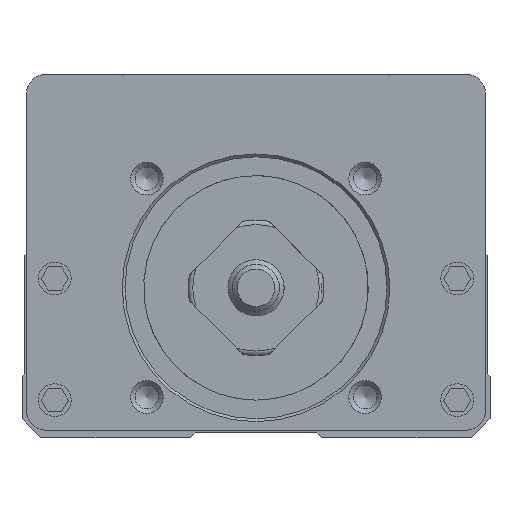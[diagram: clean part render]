
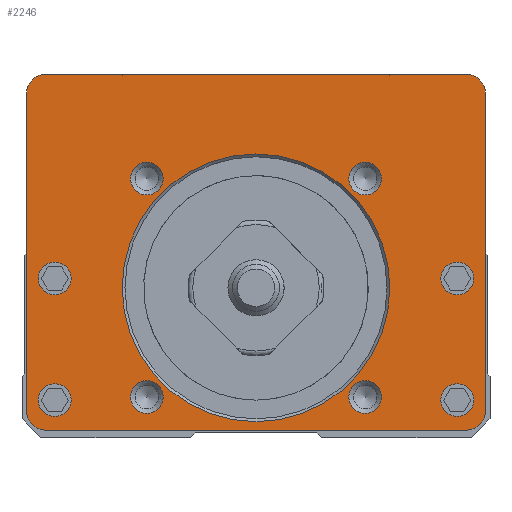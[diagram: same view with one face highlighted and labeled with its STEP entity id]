
A CAD part, front view. The second image highlights one B-rep face of the part: STEP entity #2246.
In plain terms, the highlighted planar face has unit normal (0, -1, 0).
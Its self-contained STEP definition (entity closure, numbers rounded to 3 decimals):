
#826=FACE_BOUND('',#5914,.T.);
#827=FACE_BOUND('',#5915,.T.);
#828=FACE_BOUND('',#5916,.T.);
#829=FACE_BOUND('',#5917,.T.);
#830=FACE_BOUND('',#5918,.T.);
#831=FACE_BOUND('',#5919,.T.);
#832=FACE_BOUND('',#5920,.T.);
#833=FACE_BOUND('',#5921,.T.);
#834=FACE_BOUND('',#5922,.T.);
#835=FACE_BOUND('',#5923,.T.);
#2246=ADVANCED_FACE('',(#826,#827,#828,#829,#830,#831,#832,#833,#834,#835),
#3386,.T.);
#3386=PLANE('',#27054);
#5914=EDGE_LOOP('',(#12093));
#5915=EDGE_LOOP('',(#12094));
#5916=EDGE_LOOP('',(#12095));
#5917=EDGE_LOOP('',(#12096));
#5918=EDGE_LOOP('',(#12097));
#5919=EDGE_LOOP('',(#12098));
#5920=EDGE_LOOP('',(#12099));
#5921=EDGE_LOOP('',(#12100));
#5922=EDGE_LOOP('',(#12101));
#5923=EDGE_LOOP('',(#12102,#12103,#12104,#12105,#12106,#12107,#12108,#12109));
#7084=CIRCLE('',#27017,2.);
#7086=CIRCLE('',#27020,2.);
#7102=CIRCLE('',#27043,14.3);
#7103=CIRCLE('',#27044,1.75);
#7104=CIRCLE('',#27045,1.75);
#7105=CIRCLE('',#27046,1.75);
#7106=CIRCLE('',#27047,1.75);
#7107=CIRCLE('',#27048,1.75);
#7108=CIRCLE('',#27049,1.75);
#7109=CIRCLE('',#27050,1.75);
#7110=CIRCLE('',#27051,1.75);
#7111=CIRCLE('',#27052,2.);
#7112=CIRCLE('',#27053,2.);
#12093=ORIENTED_EDGE('',*,*,#19405,.T.);
#12094=ORIENTED_EDGE('',*,*,#19406,.T.);
#12095=ORIENTED_EDGE('',*,*,#19407,.T.);
#12096=ORIENTED_EDGE('',*,*,#19408,.T.);
#12097=ORIENTED_EDGE('',*,*,#19409,.T.);
#12098=ORIENTED_EDGE('',*,*,#19410,.F.);
#12099=ORIENTED_EDGE('',*,*,#19411,.T.);
#12100=ORIENTED_EDGE('',*,*,#19412,.T.);
#12101=ORIENTED_EDGE('',*,*,#19413,.F.);
#12102=ORIENTED_EDGE('',*,*,#19208,.T.);
#12103=ORIENTED_EDGE('',*,*,#19291,.T.);
#12104=ORIENTED_EDGE('',*,*,#19256,.F.);
#12105=ORIENTED_EDGE('',*,*,#19414,.F.);
#12106=ORIENTED_EDGE('',*,*,#19277,.T.);
#12107=ORIENTED_EDGE('',*,*,#19415,.T.);
#12108=ORIENTED_EDGE('',*,*,#19243,.T.);
#12109=ORIENTED_EDGE('',*,*,#19293,.T.);
#16040=VERTEX_POINT('',#40646);
#16043=VERTEX_POINT('',#40651);
#16076=VERTEX_POINT('',#40726);
#16077=VERTEX_POINT('',#40728);
#16079=VERTEX_POINT('',#40734);
#16087=VERTEX_POINT('',#40751);
#16102=VERTEX_POINT('',#40789);
#16103=VERTEX_POINT('',#40791);
#16209=VERTEX_POINT('',#41151);
#16210=VERTEX_POINT('',#41153);
#16211=VERTEX_POINT('',#41155);
#16212=VERTEX_POINT('',#41157);
#16213=VERTEX_POINT('',#41159);
#16214=VERTEX_POINT('',#41161);
#16215=VERTEX_POINT('',#41163);
#16216=VERTEX_POINT('',#41165);
#16217=VERTEX_POINT('',#41167);
#19208=EDGE_CURVE('',#16040,#16043,#22138,.T.);
#19243=EDGE_CURVE('',#16077,#16076,#22172,.T.);
#19256=EDGE_CURVE('',#16087,#16079,#22184,.T.);
#19277=EDGE_CURVE('',#16103,#16102,#22198,.T.);
#19291=EDGE_CURVE('',#16043,#16079,#7084,.T.);
#19293=EDGE_CURVE('',#16076,#16040,#7086,.T.);
#19405=EDGE_CURVE('',#16209,#16209,#7102,.T.);
#19406=EDGE_CURVE('',#16210,#16210,#7103,.T.);
#19407=EDGE_CURVE('',#16211,#16211,#7104,.T.);
#19408=EDGE_CURVE('',#16212,#16212,#7105,.T.);
#19409=EDGE_CURVE('',#16213,#16213,#7106,.T.);
#19410=EDGE_CURVE('',#16214,#16214,#7107,.T.);
#19411=EDGE_CURVE('',#16215,#16215,#7108,.T.);
#19412=EDGE_CURVE('',#16216,#16216,#7109,.T.);
#19413=EDGE_CURVE('',#16217,#16217,#7110,.T.);
#19414=EDGE_CURVE('',#16103,#16087,#7111,.T.);
#19415=EDGE_CURVE('',#16102,#16077,#7112,.T.);
#22138=LINE('',#40652,#24763);
#22172=LINE('',#40727,#24797);
#22184=LINE('',#40752,#24809);
#22198=LINE('',#40790,#24823);
#24763=VECTOR('',#31990,1.);
#24797=VECTOR('',#32040,1.);
#24809=VECTOR('',#32056,1.);
#24823=VECTOR('',#32088,1.);
#27017=AXIS2_PLACEMENT_3D('',#40813,#32114,#32115);
#27020=AXIS2_PLACEMENT_3D('',#40816,#32120,#32121);
#27043=AXIS2_PLACEMENT_3D('',#41150,#32248,#32249);
#27044=AXIS2_PLACEMENT_3D('',#41152,#32250,#32251);
#27045=AXIS2_PLACEMENT_3D('',#41154,#32252,#32253);
#27046=AXIS2_PLACEMENT_3D('',#41156,#32254,#32255);
#27047=AXIS2_PLACEMENT_3D('',#41158,#32256,#32257);
#27048=AXIS2_PLACEMENT_3D('',#41160,#32258,#32259);
#27049=AXIS2_PLACEMENT_3D('',#41162,#32260,#32261);
#27050=AXIS2_PLACEMENT_3D('',#41164,#32262,#32263);
#27051=AXIS2_PLACEMENT_3D('',#41166,#32264,#32265);
#27052=AXIS2_PLACEMENT_3D('',#41168,#32266,#32267);
#27053=AXIS2_PLACEMENT_3D('',#41169,#32268,#32269);
#27054=AXIS2_PLACEMENT_3D('',#41170,#32270,#32271);
#31990=DIRECTION('',(-1.,0.,0.));
#32040=DIRECTION('',(0.,0.,1.));
#32056=DIRECTION('',(0.,0.,1.));
#32088=DIRECTION('',(1.,0.,0.));
#32114=DIRECTION('',(0.,-1.,0.));
#32115=DIRECTION('',(0.,0.,-1.));
#32120=DIRECTION('',(0.,-1.,0.));
#32121=DIRECTION('',(0.,0.,-1.));
#32248=DIRECTION('',(0.,1.,0.));
#32249=DIRECTION('',(0.,0.,-1.));
#32250=DIRECTION('',(0.,1.,0.));
#32251=DIRECTION('',(0.,0.,-1.));
#32252=DIRECTION('',(0.,1.,0.));
#32253=DIRECTION('',(0.,0.,-1.));
#32254=DIRECTION('',(0.,1.,0.));
#32255=DIRECTION('',(0.,0.,-1.));
#32256=DIRECTION('',(0.,1.,0.));
#32257=DIRECTION('',(0.,0.,-1.));
#32258=DIRECTION('',(0.,-1.,0.));
#32259=DIRECTION('',(-1.,0.,0.));
#32260=DIRECTION('',(0.,1.,0.));
#32261=DIRECTION('',(-1.,0.,0.));
#32262=DIRECTION('',(0.,1.,0.));
#32263=DIRECTION('',(1.,0.,0.));
#32264=DIRECTION('',(0.,-1.,0.));
#32265=DIRECTION('',(1.,0.,0.));
#32266=DIRECTION('',(0.,1.,0.));
#32267=DIRECTION('',(0.,0.,-1.));
#32268=DIRECTION('',(0.,-1.,0.));
#32269=DIRECTION('',(0.,0.,-1.));
#32270=DIRECTION('',(0.,-1.,0.));
#32271=DIRECTION('',(0.,0.,1.));
#40646=CARTESIAN_POINT('',(22.868,-178.78,30.309));
#40651=CARTESIAN_POINT('',(-22.132,-178.78,30.309));
#40652=CARTESIAN_POINT('',(-24.132,-178.78,30.309));
#40726=CARTESIAN_POINT('',(24.868,-178.78,28.309));
#40727=CARTESIAN_POINT('',(24.868,-178.78,-7.691));
#40728=CARTESIAN_POINT('',(24.868,-178.78,-5.691));
#40734=CARTESIAN_POINT('',(-24.132,-178.78,28.309));
#40751=CARTESIAN_POINT('',(-24.132,-178.78,-5.691));
#40752=CARTESIAN_POINT('',(-24.132,-178.78,-7.691));
#40789=CARTESIAN_POINT('',(22.868,-178.78,-7.691));
#40790=CARTESIAN_POINT('',(-24.132,-178.78,-7.691));
#40791=CARTESIAN_POINT('',(-22.132,-178.78,-7.691));
#40813=CARTESIAN_POINT('',(-22.132,-178.78,28.309));
#40816=CARTESIAN_POINT('',(22.868,-178.78,28.309));
#41150=CARTESIAN_POINT('',(0.368,-178.78,7.509));
#41151=CARTESIAN_POINT('',(0.368,-178.78,-6.791));
#41152=CARTESIAN_POINT('',(-11.3,-178.78,-4.158));
#41153=CARTESIAN_POINT('',(-11.3,-178.78,-5.908));
#41154=CARTESIAN_POINT('',(12.035,-178.78,-4.158));
#41155=CARTESIAN_POINT('',(12.035,-178.78,-5.908));
#41156=CARTESIAN_POINT('',(12.035,-178.78,19.176));
#41157=CARTESIAN_POINT('',(12.035,-178.78,17.426));
#41158=CARTESIAN_POINT('',(-11.3,-178.78,19.176));
#41159=CARTESIAN_POINT('',(-11.3,-178.78,17.426));
#41160=CARTESIAN_POINT('',(-21.132,-178.78,8.509));
#41161=CARTESIAN_POINT('',(-22.882,-178.78,8.509));
#41162=CARTESIAN_POINT('',(-21.132,-178.78,-4.491));
#41163=CARTESIAN_POINT('',(-22.882,-178.78,-4.491));
#41164=CARTESIAN_POINT('',(21.868,-178.78,8.509));
#41165=CARTESIAN_POINT('',(23.618,-178.78,8.509));
#41166=CARTESIAN_POINT('',(21.868,-178.78,-4.491));
#41167=CARTESIAN_POINT('',(23.618,-178.78,-4.491));
#41168=CARTESIAN_POINT('',(-22.132,-178.78,-5.691));
#41169=CARTESIAN_POINT('',(22.868,-178.78,-5.691));
#41170=CARTESIAN_POINT('',(-24.132,-178.78,38.509));
